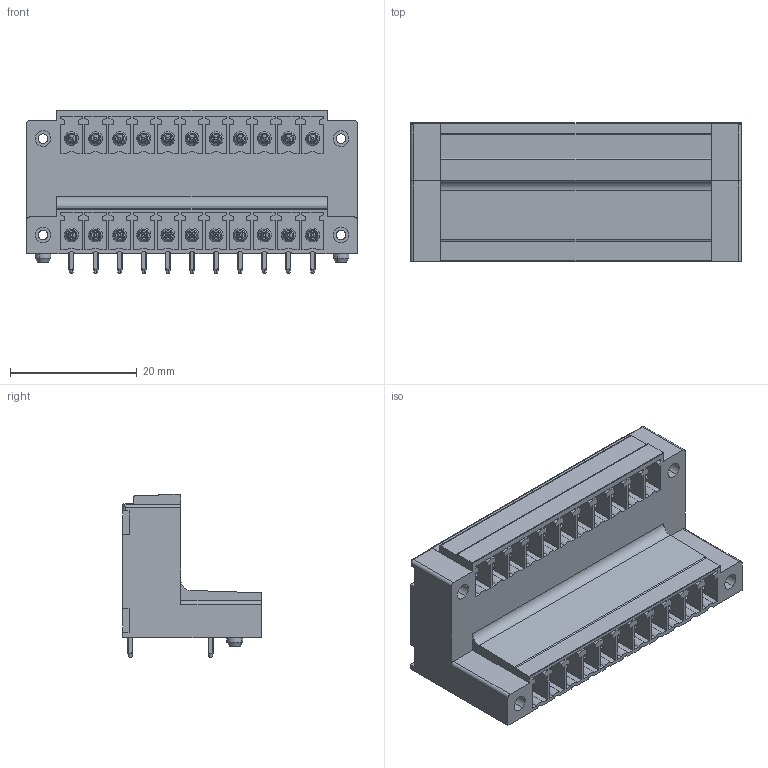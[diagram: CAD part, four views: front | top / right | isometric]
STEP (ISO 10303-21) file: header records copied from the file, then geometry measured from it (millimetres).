
FILE_DESCRIPTION(('CATIA V5 STEP Exchange','CAx-IF Rec.Pracs.--- Model Styling and Organization---1.2---2011-12-15'),'2;1');
FILE_NAME ('D1447285_0', '2018-10-13T11:43:26+00:00', ('none'), ('Weidmueller'), 'CATIA Version 5-6 Release 2014', 'CATIA V5 STEP AP214', 'none');
FILE_SCHEMA(('AUTOMOTIVE_DESIGN { 1 0 10303 214 1 1 1 1 }'));
Length unit declared in the file: millimetre
Products named in the file (1): 1034070000
Bounding box: 52.3 x 21.9 x 25.9 mm (x, y, z)
Volume: 10250.8 mm3; surface area: 12544.4 mm2
Topology: 23 solids, 23 shells, 1532 faces, 4172 edges, 2738 vertices
Faces by surface type: plane 940, cylinder 406, cone 118, torus 44, revolution 22, bspline 2
Entity records: 47938 total; most frequent: CARTESIAN_POINT 13259, ORIENTED_EDGE 8340, DIRECTION 5028, EDGE_CURVE 4170, VECTOR 2880, LINE 2880, VERTEX_POINT 2738, EDGE_LOOP 1638
